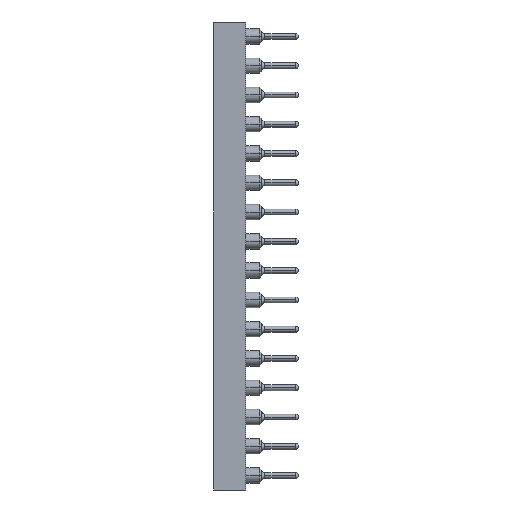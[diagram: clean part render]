
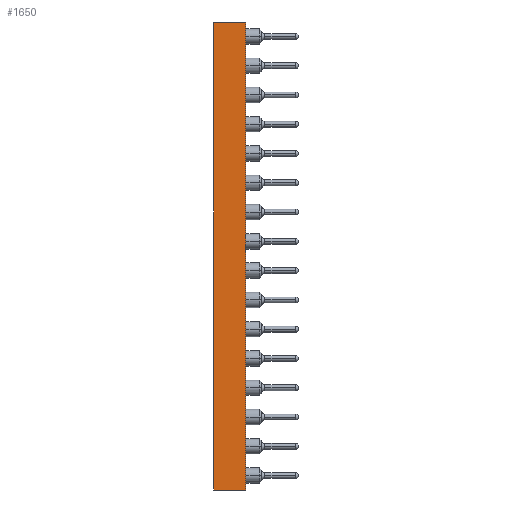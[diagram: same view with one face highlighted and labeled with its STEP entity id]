
A CAD part, left-side view. The second image highlights one B-rep face of the part: STEP entity #1650.
In plain terms, the highlighted planar face has unit normal (-1, 0, 0).
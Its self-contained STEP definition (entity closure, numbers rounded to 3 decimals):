
#1650=ADVANCED_FACE('',(#4233),#4234,.T.);
#4233=FACE_OUTER_BOUND('',#7860,.T.);
#4234=PLANE('',#7861);
#7860=EDGE_LOOP('',(#12687,#12688,#12689,#12690));
#7861=AXIS2_PLACEMENT_3D('',#12691,#12692,#12693);
#12687=ORIENTED_EDGE('',*,*,#21453,.T.);
#12688=ORIENTED_EDGE('',*,*,#21454,.F.);
#12689=ORIENTED_EDGE('',*,*,#20942,.T.);
#12690=ORIENTED_EDGE('',*,*,#21455,.T.);
#12691=CARTESIAN_POINT('',(-8.85,1.4,-20.3));
#12692=DIRECTION('',(-1.0,0.0,0.0));
#12693=DIRECTION('',(0.0,-1.0,0.0));
#20942=EDGE_CURVE('',#25034,#25032,#25035,.T.);
#21453=EDGE_CURVE('',#25877,#25878,#25879,.T.);
#21454=EDGE_CURVE('',#25034,#25878,#25880,.T.);
#21455=EDGE_CURVE('',#25032,#25877,#25881,.T.);
#25032=VERTEX_POINT('',#30340);
#25034=VERTEX_POINT('',#30343);
#25035=LINE('',#30344,#30345);
#25877=VERTEX_POINT('',#31330);
#25878=VERTEX_POINT('',#31331);
#25879=LINE('',#31332,#31333);
#25880=LINE('',#31334,#31335);
#25881=LINE('',#31336,#31337);
#30340=CARTESIAN_POINT('',(-8.85,0.,-20.3));
#30343=CARTESIAN_POINT('',(-8.85,2.8,-20.3));
#30344=CARTESIAN_POINT('',(-8.85,2.8,-20.3));
#30345=VECTOR('',#36225,1.0);
#31330=CARTESIAN_POINT('',(-8.85,0.,20.3));
#31331=CARTESIAN_POINT('',(-8.85,2.8,20.3));
#31332=CARTESIAN_POINT('',(-8.85,2.8,20.3));
#31333=VECTOR('',#37137,1.0);
#31334=CARTESIAN_POINT('',(-8.85,2.8,-20.3));
#31335=VECTOR('',#37138,1.0);
#31336=CARTESIAN_POINT('',(-8.85,0.,-20.3));
#31337=VECTOR('',#37139,1.0);
#36225=DIRECTION('',(0.0,-1.0,0.0));
#37137=DIRECTION('',(0.0,1.0,0.0));
#37138=DIRECTION('',(0.0,0.0,1.0));
#37139=DIRECTION('',(0.0,0.0,1.0));
